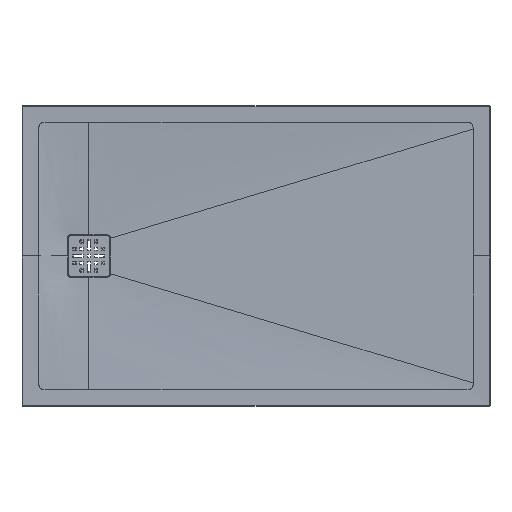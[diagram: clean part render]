
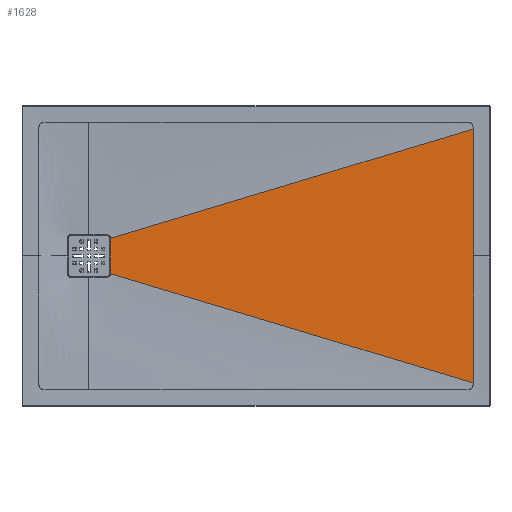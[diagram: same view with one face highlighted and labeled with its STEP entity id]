
A CAD part, top view. The second image highlights one B-rep face of the part: STEP entity #1628.
In plain terms, the highlighted planar face has unit normal (-0.013, 0, 1).
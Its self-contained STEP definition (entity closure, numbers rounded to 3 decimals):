
#591=PLANE('',#6411);
#771=LINE('',#14978,#1186);
#772=LINE('',#14995,#1187);
#773=LINE('',#14997,#1188);
#774=LINE('',#14999,#1189);
#1186=VECTOR('',#7088,1.);
#1187=VECTOR('',#7089,1.);
#1188=VECTOR('',#7090,1.);
#1189=VECTOR('',#7091,1.);
#1628=ADVANCED_FACE('',(#2009),#591,.F.);
#2009=FACE_OUTER_BOUND('',#2351,.T.);
#2351=EDGE_LOOP('',(#2983,#2984,#2985,#2986,#2987,#2988,#2989,#2990,#2991,
#2992,#2993,#2994));
#2983=ORIENTED_EDGE('',*,*,#5392,.T.);
#2984=ORIENTED_EDGE('',*,*,#5393,.T.);
#2985=ORIENTED_EDGE('',*,*,#5394,.F.);
#2986=ORIENTED_EDGE('',*,*,#5394,.T.);
#2987=ORIENTED_EDGE('',*,*,#5395,.T.);
#2988=ORIENTED_EDGE('',*,*,#5396,.T.);
#2989=ORIENTED_EDGE('',*,*,#5397,.T.);
#2990=ORIENTED_EDGE('',*,*,#5398,.T.);
#2991=ORIENTED_EDGE('',*,*,#5399,.T.);
#2992=ORIENTED_EDGE('',*,*,#5399,.F.);
#2993=ORIENTED_EDGE('',*,*,#5400,.T.);
#2994=ORIENTED_EDGE('',*,*,#5401,.T.);
#4751=VERTEX_POINT('',#14971);
#4752=VERTEX_POINT('',#14972);
#4753=VERTEX_POINT('',#14977);
#4754=VERTEX_POINT('',#14979);
#4755=VERTEX_POINT('',#14984);
#4756=VERTEX_POINT('',#14989);
#4757=VERTEX_POINT('',#14994);
#4758=VERTEX_POINT('',#14996);
#4759=VERTEX_POINT('',#14998);
#4760=VERTEX_POINT('',#15000);
#5392=EDGE_CURVE('',#4751,#4752,#6198,.T.);
#5393=EDGE_CURVE('',#4752,#4753,#6199,.T.);
#5394=EDGE_CURVE('',#4754,#4753,#771,.T.);
#5395=EDGE_CURVE('',#4753,#4755,#6200,.T.);
#5396=EDGE_CURVE('',#4755,#4756,#6201,.T.);
#5397=EDGE_CURVE('',#4756,#4757,#6202,.T.);
#5398=EDGE_CURVE('',#4757,#4758,#772,.T.);
#5399=EDGE_CURVE('',#4758,#4759,#773,.T.);
#5400=EDGE_CURVE('',#4758,#4760,#774,.T.);
#5401=EDGE_CURVE('',#4760,#4751,#6203,.T.);
#6198=B_SPLINE_CURVE_WITH_KNOTS('',3,(#14967,#14968,#14969,#14970),
 .UNSPECIFIED.,.F.,.F.,(4,4),(0.,1.),.UNSPECIFIED.);
#6199=B_SPLINE_CURVE_WITH_KNOTS('',3,(#14973,#14974,#14975,#14976),
 .UNSPECIFIED.,.F.,.F.,(4,4),(0.,1.),.UNSPECIFIED.);
#6200=B_SPLINE_CURVE_WITH_KNOTS('',3,(#14980,#14981,#14982,#14983),
 .UNSPECIFIED.,.F.,.F.,(4,4),(0.,1.),.UNSPECIFIED.);
#6201=B_SPLINE_CURVE_WITH_KNOTS('',3,(#14985,#14986,#14987,#14988),
 .UNSPECIFIED.,.F.,.F.,(4,4),(0.,1.),.UNSPECIFIED.);
#6202=B_SPLINE_CURVE_WITH_KNOTS('',3,(#14990,#14991,#14992,#14993),
 .UNSPECIFIED.,.F.,.F.,(4,4),(0.,1.),.UNSPECIFIED.);
#6203=B_SPLINE_CURVE_WITH_KNOTS('',3,(#15001,#15002,#15003,#15004),
 .UNSPECIFIED.,.F.,.F.,(4,4),(0.,1.),.UNSPECIFIED.);
#6411=AXIS2_PLACEMENT_3D('',#15005,#7092,#7093);
#7088=DIRECTION('',(1.,0.,0.013));
#7089=DIRECTION('',(0.,-1.,0.));
#7090=DIRECTION('',(1.,0.,0.013));
#7091=DIRECTION('',(0.,-1.,0.));
#7092=DIRECTION('',(0.013,0.,-1.));
#7093=DIRECTION('',(0.,1.,0.));
#14967=CARTESIAN_POINT('',(64.26,-53.03,15.023));
#14968=CARTESIAN_POINT('',(426.173,-162.02,19.682));
#14969=CARTESIAN_POINT('',(788.087,-271.01,24.341));
#14970=CARTESIAN_POINT('',(1150.,-380.,29.));
#14971=CARTESIAN_POINT('',(64.26,-53.03,15.023));
#14972=CARTESIAN_POINT('',(1150.,-380.,29.));
#14973=CARTESIAN_POINT('',(1150.,-380.,29.));
#14974=CARTESIAN_POINT('',(1150.,-253.333,29.));
#14975=CARTESIAN_POINT('',(1150.,-126.667,29.));
#14976=CARTESIAN_POINT('',(1150.,0.,29.));
#14977=CARTESIAN_POINT('',(1150.,0.,29.));
#14978=CARTESIAN_POINT('',(1150.,0.,29.));
#14979=CARTESIAN_POINT('',(531.032,0.,21.032));
#14980=CARTESIAN_POINT('',(1150.,0.,29.));
#14981=CARTESIAN_POINT('',(1150.,126.667,29.));
#14982=CARTESIAN_POINT('',(1150.,253.333,29.));
#14983=CARTESIAN_POINT('',(1150.,380.,29.));
#14984=CARTESIAN_POINT('',(1150.,380.,29.));
#14985=CARTESIAN_POINT('',(1150.,380.,29.));
#14986=CARTESIAN_POINT('',(788.087,271.01,24.341));
#14987=CARTESIAN_POINT('',(426.173,162.02,19.682));
#14988=CARTESIAN_POINT('',(64.26,53.03,15.023));
#14989=CARTESIAN_POINT('',(64.26,53.03,15.023));
#14990=CARTESIAN_POINT('',(64.26,53.03,15.023));
#14991=CARTESIAN_POINT('',(64.268,52.854,15.023));
#14992=CARTESIAN_POINT('',(64.272,52.677,15.023));
#14993=CARTESIAN_POINT('',(64.272,52.5,15.023));
#14994=CARTESIAN_POINT('',(64.272,52.5,15.023));
#14995=CARTESIAN_POINT('',(64.272,0.,15.023));
#14996=CARTESIAN_POINT('',(64.272,0.,15.023));
#14997=CARTESIAN_POINT('',(1150.,0.,29.));
#14998=CARTESIAN_POINT('',(469.757,0.,20.243));
#14999=CARTESIAN_POINT('',(64.272,-52.5,15.023));
#15000=CARTESIAN_POINT('',(64.272,-52.5,15.023));
#15001=CARTESIAN_POINT('',(64.272,-52.5,15.023));
#15002=CARTESIAN_POINT('',(64.272,-52.677,15.023));
#15003=CARTESIAN_POINT('',(64.268,-52.854,15.023));
#15004=CARTESIAN_POINT('',(64.26,-53.03,15.023));
#15005=CARTESIAN_POINT('',(715.,101.7,23.4));
